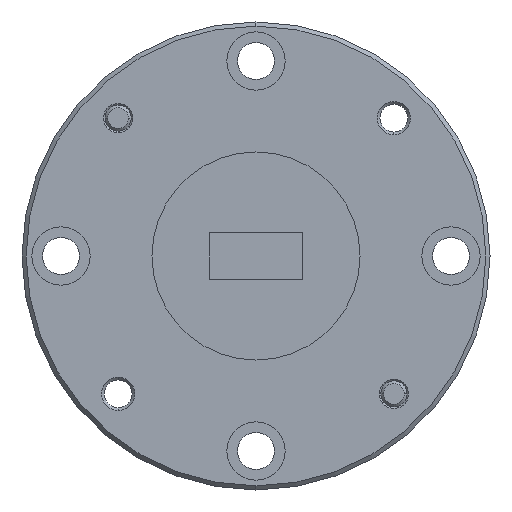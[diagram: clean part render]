
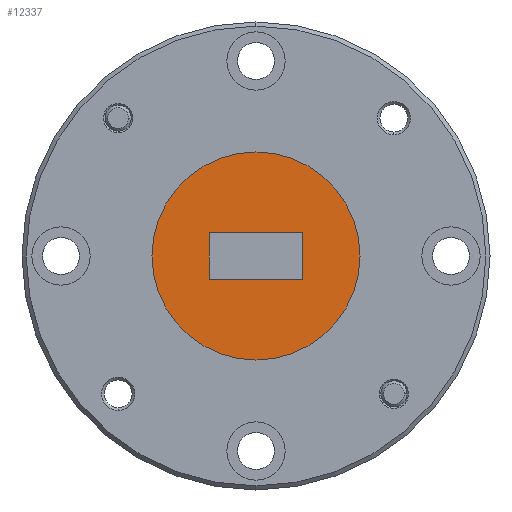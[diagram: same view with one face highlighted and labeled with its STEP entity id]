
A CAD part, left-side view. The second image highlights one B-rep face of the part: STEP entity #12337.
In plain terms, the highlighted planar face has unit normal (-1, 0, 0).
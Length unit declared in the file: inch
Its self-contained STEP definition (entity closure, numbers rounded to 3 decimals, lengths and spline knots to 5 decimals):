
#39 = EDGE_LOOP ( 'NONE', ( #11703, #251, #7918, #13541 ) ) ;
#251 = ORIENTED_EDGE ( 'NONE', *, *, #10451, .F. ) ;
#555 = VERTEX_POINT ( 'NONE', #4601 ) ;
#1121 = DIRECTION ( 'NONE',  ( -1., 0., 0. ) ) ;
#1644 = VECTOR ( 'NONE', #3184, 39.37008 ) ;
#2462 = DIRECTION ( 'NONE',  ( 0., 0., 1. ) ) ;
#2666 = VERTEX_POINT ( 'NONE', #5395 ) ;
#2702 = DIRECTION ( 'NONE',  ( 0., 0., 1. ) ) ;
#2896 = CARTESIAN_POINT ( 'NONE',  ( -0.4675, 0.451, 0.056 ) ) ;
#3100 = LINE ( 'NONE', #11161, #1644 ) ;
#3184 = DIRECTION ( 'NONE',  ( 0., 0., -1. ) ) ;
#3720 = DIRECTION ( 'NONE',  ( -1., 0., 0. ) ) ;
#4009 = AXIS2_PLACEMENT_3D ( 'NONE', #16882, #10393, #6706 ) ;
#4144 = ORIENTED_EDGE ( 'NONE', *, *, #11855, .T. ) ;
#4601 = CARTESIAN_POINT ( 'NONE',  ( -0.4675, 0.451, 0.056 ) ) ;
#5395 = CARTESIAN_POINT ( 'NONE',  ( -0.4675, 0.675, -0.056 ) ) ;
#5404 = VECTOR ( 'NONE', #13800, 39.37008 ) ;
#5606 = LINE ( 'NONE', #2896, #8407 ) ;
#5915 = CARTESIAN_POINT ( 'NONE',  ( -0.4675, 0.563, -0.25 ) ) ;
#6281 = EDGE_CURVE ( 'NONE', #14821, #12964, #15741, .T. ) ;
#6492 = CARTESIAN_POINT ( 'NONE',  ( -0.4675, 0.675, 0.056 ) ) ;
#6611 = LINE ( 'NONE', #16873, #16443 ) ;
#6706 = DIRECTION ( 'NONE',  ( 0., 0., 1. ) ) ;
#6828 = EDGE_LOOP ( 'NONE', ( #4144, #14003 ) ) ;
#7155 = CARTESIAN_POINT ( 'NONE',  ( -0.4675, 0.451, -0.056 ) ) ;
#7244 = FACE_OUTER_BOUND ( 'NONE', #6828, .T. ) ;
#7721 = AXIS2_PLACEMENT_3D ( 'NONE', #12863, #1121, #12525 ) ;
#7818 = VERTEX_POINT ( 'NONE', #6492 ) ;
#7918 = ORIENTED_EDGE ( 'NONE', *, *, #15641, .F. ) ;
#8013 = EDGE_CURVE ( 'NONE', #10753, #2666, #9820, .T. ) ;
#8407 = VECTOR ( 'NONE', #14609, 39.37008 ) ;
#8618 = CARTESIAN_POINT ( 'NONE',  ( -0.4675, 0.451, -0.056 ) ) ;
#8968 = CARTESIAN_POINT ( 'NONE',  ( -0.4675, 0., 0. ) ) ;
#9820 = LINE ( 'NONE', #8618, #5404 ) ;
#10393 = DIRECTION ( 'NONE',  ( -1., 0., 0. ) ) ;
#10451 = EDGE_CURVE ( 'NONE', #7818, #2666, #3100, .T. ) ;
#10753 = VERTEX_POINT ( 'NONE', #7155 ) ;
#11161 = CARTESIAN_POINT ( 'NONE',  ( -0.4675, 0.675, 0.056 ) ) ;
#11448 = FACE_BOUND ( 'NONE', #39, .T. ) ;
#11552 = CIRCLE ( 'NONE', #7721, 0.25 ) ;
#11703 = ORIENTED_EDGE ( 'NONE', *, *, #8013, .T. ) ;
#11855 = EDGE_CURVE ( 'NONE', #12964, #14821, #11552, .T. ) ;
#12337 = ADVANCED_FACE ( 'NONE', ( #7244, #11448 ), #16626, .T. ) ;
#12400 = CARTESIAN_POINT ( 'NONE',  ( -0.4675, 0.563, 0.25 ) ) ;
#12525 = DIRECTION ( 'NONE',  ( 0., 0., 1. ) ) ;
#12863 = CARTESIAN_POINT ( 'NONE',  ( -0.4675, 0.563, 0. ) ) ;
#12964 = VERTEX_POINT ( 'NONE', #12400 ) ;
#13541 = ORIENTED_EDGE ( 'NONE', *, *, #14947, .F. ) ;
#13800 = DIRECTION ( 'NONE',  ( 0., 1., 0. ) ) ;
#14003 = ORIENTED_EDGE ( 'NONE', *, *, #6281, .T. ) ;
#14609 = DIRECTION ( 'NONE',  ( 0., 1., 0. ) ) ;
#14821 = VERTEX_POINT ( 'NONE', #5915 ) ;
#14947 = EDGE_CURVE ( 'NONE', #10753, #555, #6611, .T. ) ;
#15452 = AXIS2_PLACEMENT_3D ( 'NONE', #8968, #3720, #2462 ) ;
#15641 = EDGE_CURVE ( 'NONE', #555, #7818, #5606, .T. ) ;
#15741 = CIRCLE ( 'NONE', #4009, 0.25 ) ;
#16443 = VECTOR ( 'NONE', #2702, 39.37008 ) ;
#16626 = PLANE ( 'NONE',  #15452 ) ;
#16873 = CARTESIAN_POINT ( 'NONE',  ( -0.4675, 0.451, -0.056 ) ) ;
#16882 = CARTESIAN_POINT ( 'NONE',  ( -0.4675, 0.563, 0. ) ) ;
